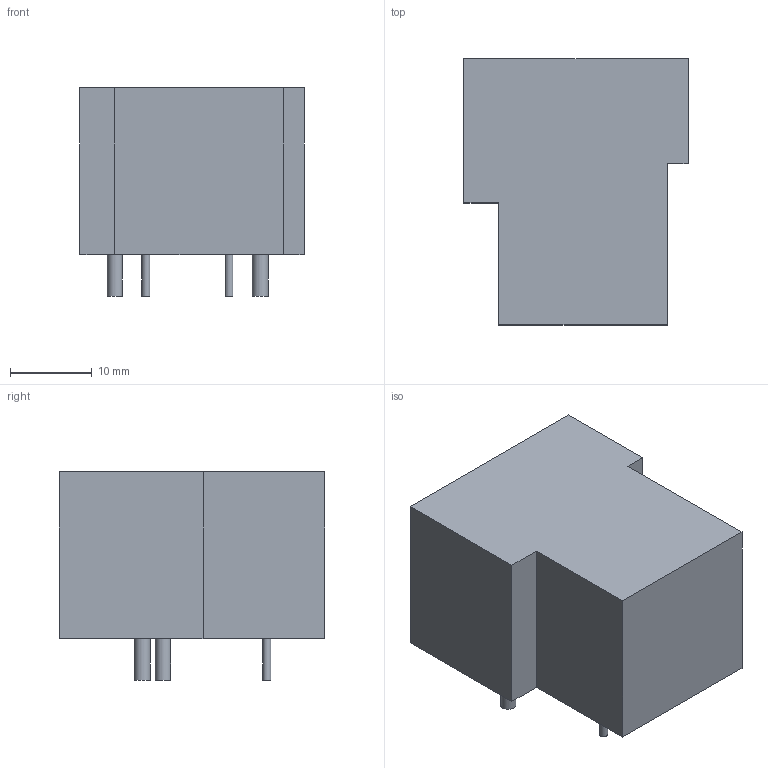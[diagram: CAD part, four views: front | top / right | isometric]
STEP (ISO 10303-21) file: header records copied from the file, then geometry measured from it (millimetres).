
FILE_DESCRIPTION(('FreeCAD Model'),'2;1');
FILE_NAME('435023.1.1.stp','2020-04-08T19:48:26',( 'Author'),(''),'Open CASCADE STEP processor 6.9','FreeCAD','Unknown' );
FILE_SCHEMA(('AUTOMOTIVE_DESIGN { 1 0 10303 214 1 1 1 1 }'));
Length unit declared in the file: millimetre
Products named in the file (3): ASSEMBLY; Body; Leads
Assembly tree (5 placements, depth 2):
  ASSEMBLY
    Body
    Leads  x4
Bounding box: 27.43 x 32.51 x 25.5 mm (x, y, z)
Volume: 16020.6 mm3; surface area: 4431.1 mm2
Topology: 17 solids, 17 shells, 58 faces, 72 edges, 48 vertices
Faces by surface type: plane 42, cylinder 16
Full cylindrical faces by diameter (mm): 0.97 x8, 1.86 x4, 1.99 x4
Entity records: 1087 total; most frequent: DIRECTION 172, CARTESIAN_POINT 160, LINE 92, VECTOR 92, ORIENTED_EDGE 72, PCURVE 72, DEFINITIONAL_REPRESENTATION 72, AXIS2_PLACEMENT_3D 36
